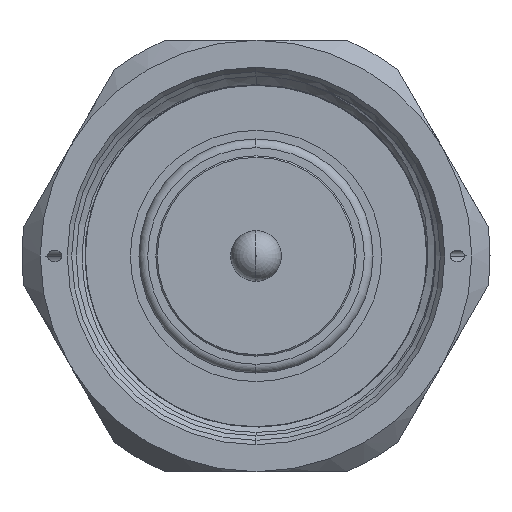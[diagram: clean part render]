
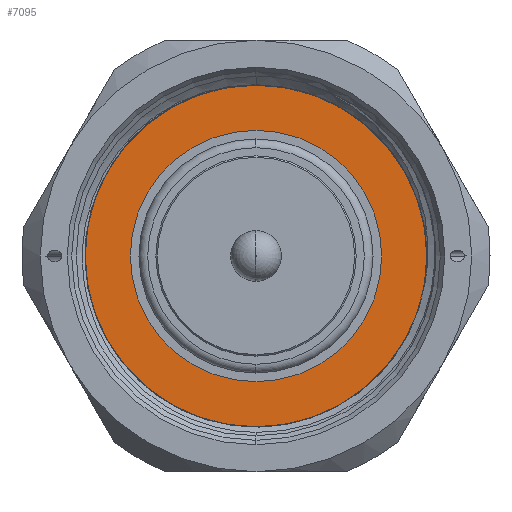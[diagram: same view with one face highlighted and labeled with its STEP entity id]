
A CAD part, left-side view. The second image highlights one B-rep face of the part: STEP entity #7095.
In plain terms, the highlighted planar face has unit normal (-1, 0, 0).
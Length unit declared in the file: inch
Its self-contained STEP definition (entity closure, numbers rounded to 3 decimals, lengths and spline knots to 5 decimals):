
#19 = DIRECTION ( 'NONE',  ( 0., 0., -1. ) ) ;
#365 = EDGE_CURVE ( 'NONE', #3423, #5789, #5314, .T. ) ;
#374 = FACE_BOUND ( 'NONE', #2720, .T. ) ;
#519 = CARTESIAN_POINT ( 'NONE',  ( 1.24203, 0., 0.43708 ) ) ;
#537 = AXIS2_PLACEMENT_3D ( 'NONE', #1569, #7474, #4559 ) ;
#1069 = DIRECTION ( 'NONE',  ( 1., 0., 0. ) ) ;
#1083 = AXIS2_PLACEMENT_3D ( 'NONE', #2913, #7054, #5899 ) ;
#1119 = CARTESIAN_POINT ( 'NONE',  ( 1.24203, 0., -0.59381 ) ) ;
#1362 = CARTESIAN_POINT ( 'NONE',  ( 1.24203, 0., 0.59381 ) ) ;
#1569 = CARTESIAN_POINT ( 'NONE',  ( 1.24203, 0.43708, 0. ) ) ;
#1823 = AXIS2_PLACEMENT_3D ( 'NONE', #6519, #7637, #19 ) ;
#1887 = VERTEX_POINT ( 'NONE', #1362 ) ;
#1914 = ORIENTED_EDGE ( 'NONE', *, *, #5000, .F. ) ;
#2152 = DIRECTION ( 'NONE',  ( 0., 0., -1. ) ) ;
#2420 = AXIS2_PLACEMENT_3D ( 'NONE', #5930, #1069, #4090 ) ;
#2720 = EDGE_LOOP ( 'NONE', ( #4589, #3321 ) ) ;
#2913 = CARTESIAN_POINT ( 'NONE',  ( 1.24203, 0., 0. ) ) ;
#3321 = ORIENTED_EDGE ( 'NONE', *, *, #6289, .T. ) ;
#3423 = VERTEX_POINT ( 'NONE', #7495 ) ;
#4090 = DIRECTION ( 'NONE',  ( 0., 0., -1. ) ) ;
#4559 = DIRECTION ( 'NONE',  ( 0., 0., 1. ) ) ;
#4589 = ORIENTED_EDGE ( 'NONE', *, *, #365, .T. ) ;
#5000 = EDGE_CURVE ( 'NONE', #5034, #1887, #7425, .T. ) ;
#5034 = VERTEX_POINT ( 'NONE', #1119 ) ;
#5314 = CIRCLE ( 'NONE', #5729, 0.43708 ) ;
#5506 = EDGE_LOOP ( 'NONE', ( #1914, #7317 ) ) ;
#5668 = DIRECTION ( 'NONE',  ( 1., 0., 0. ) ) ;
#5729 = AXIS2_PLACEMENT_3D ( 'NONE', #7433, #5668, #2152 ) ;
#5762 = CIRCLE ( 'NONE', #1823, 0.59381 ) ;
#5769 = EDGE_CURVE ( 'NONE', #1887, #5034, #5762, .T. ) ;
#5789 = VERTEX_POINT ( 'NONE', #519 ) ;
#5899 = DIRECTION ( 'NONE',  ( 0., 0., -1. ) ) ;
#5930 = CARTESIAN_POINT ( 'NONE',  ( 1.24203, 0., 0. ) ) ;
#6289 = EDGE_CURVE ( 'NONE', #5789, #3423, #6971, .T. ) ;
#6519 = CARTESIAN_POINT ( 'NONE',  ( 1.24203, 0., 0. ) ) ;
#6848 = PLANE ( 'NONE',  #537 ) ;
#6971 = CIRCLE ( 'NONE', #1083, 0.43708 ) ;
#7054 = DIRECTION ( 'NONE',  ( 1., 0., 0. ) ) ;
#7095 = ADVANCED_FACE ( 'NONE', ( #374, #7504 ), #6848, .T. ) ;
#7317 = ORIENTED_EDGE ( 'NONE', *, *, #5769, .F. ) ;
#7425 = CIRCLE ( 'NONE', #2420, 0.59381 ) ;
#7433 = CARTESIAN_POINT ( 'NONE',  ( 1.24203, 0., 0. ) ) ;
#7474 = DIRECTION ( 'NONE',  ( -1., 0., 0. ) ) ;
#7495 = CARTESIAN_POINT ( 'NONE',  ( 1.24203, 0., -0.43708 ) ) ;
#7504 = FACE_OUTER_BOUND ( 'NONE', #5506, .T. ) ;
#7637 = DIRECTION ( 'NONE',  ( 1., 0., 0. ) ) ;
